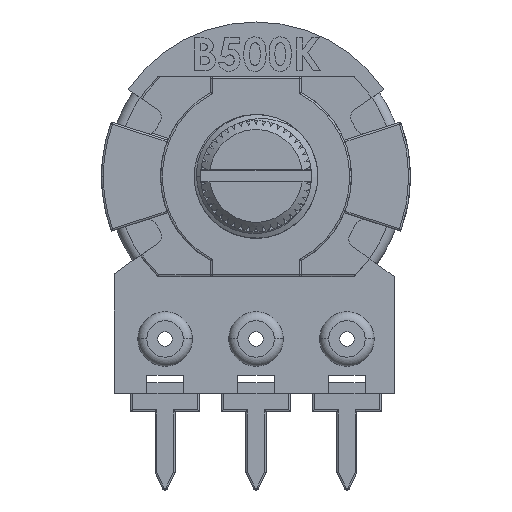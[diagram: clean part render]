
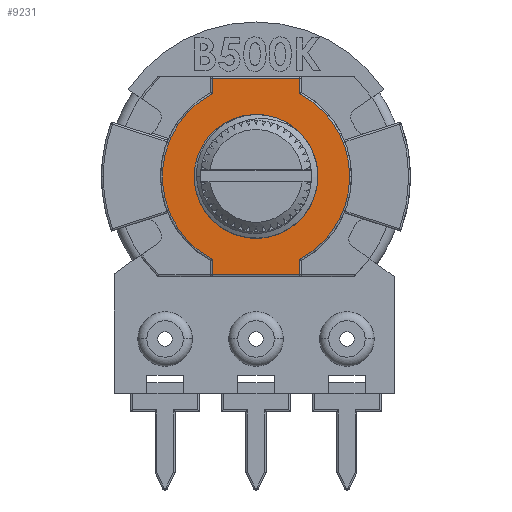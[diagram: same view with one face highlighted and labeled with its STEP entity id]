
A CAD part, top view. The second image highlights one B-rep face of the part: STEP entity #9231.
In plain terms, the highlighted planar face has unit normal (0, 0, 1).
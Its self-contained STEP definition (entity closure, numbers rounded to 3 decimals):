
#304 = EDGE_CURVE ( 'NONE', #12344, #10481, #5515, .T. ) ;
#368 = DIRECTION ( 'NONE',  ( 0., 1., 0. ) ) ;
#430 = AXIS2_PLACEMENT_3D ( 'NONE', #4992, #19014, #9668 ) ;
#446 = LINE ( 'NONE', #10931, #16962 ) ;
#792 = DIRECTION ( 'NONE',  ( -1., 0., 0. ) ) ;
#985 = EDGE_LOOP ( 'NONE', ( #13006, #13646 ) ) ;
#1042 = LINE ( 'NONE', #4957, #8771 ) ;
#1049 = DIRECTION ( 'NONE',  ( 0., 1., 0. ) ) ;
#1094 = EDGE_CURVE ( 'NONE', #12597, #2579, #13526, .T. ) ;
#1576 = ORIENTED_EDGE ( 'NONE', *, *, #5931, .T. ) ;
#1708 = FACE_BOUND ( 'NONE', #985, .T. ) ;
#1772 = EDGE_LOOP ( 'NONE', ( #10747, #19713, #8687, #1576, #16578, #4541, #11758, #4551, #4576 ) ) ;
#1892 = PLANE ( 'NONE',  #430 ) ;
#2297 = CARTESIAN_POINT ( 'NONE',  ( -2.5, 5.4, 2.2 ) ) ;
#2391 = VECTOR ( 'NONE', #792, 1000. ) ;
#2579 = VERTEX_POINT ( 'NONE', #7611 ) ;
#2820 = CIRCLE ( 'NONE', #16913, 5.15 ) ;
#2856 = DIRECTION ( 'NONE',  ( 0., 0., 1. ) ) ;
#3830 = DIRECTION ( 'NONE',  ( 0., 0., 1. ) ) ;
#4497 = EDGE_CURVE ( 'NONE', #14426, #17961, #2820, .T. ) ;
#4541 = ORIENTED_EDGE ( 'NONE', *, *, #5203, .T. ) ;
#4551 = ORIENTED_EDGE ( 'NONE', *, *, #16416, .T. ) ;
#4576 = ORIENTED_EDGE ( 'NONE', *, *, #20063, .T. ) ;
#4957 = CARTESIAN_POINT ( 'NONE',  ( 2.5, -5.4, 2.2 ) ) ;
#4983 = CARTESIAN_POINT ( 'NONE',  ( -2.4, 5.4, 2.2 ) ) ;
#4992 = CARTESIAN_POINT ( 'NONE',  ( 0., 0., 2.2 ) ) ;
#5039 = CARTESIAN_POINT ( 'NONE',  ( 5.15, 0., 2.2 ) ) ;
#5147 = CARTESIAN_POINT ( 'NONE',  ( 2.4, 4.557, 2.2 ) ) ;
#5203 = EDGE_CURVE ( 'NONE', #17961, #19157, #6941, .T. ) ;
#5515 = CIRCLE ( 'NONE', #17344, 3.4 ) ;
#5527 = DIRECTION ( 'NONE',  ( 0., 0., 1. ) ) ;
#5573 = DIRECTION ( 'NONE',  ( 0., 0., 1. ) ) ;
#5756 = DIRECTION ( 'NONE',  ( 0., -1., 0. ) ) ;
#5879 = CARTESIAN_POINT ( 'NONE',  ( -2.4, -5.5, 2.2 ) ) ;
#5931 = EDGE_CURVE ( 'NONE', #10721, #14426, #14492, .T. ) ;
#5997 = EDGE_CURVE ( 'NONE', #10481, #12344, #13504, .T. ) ;
#6549 = CARTESIAN_POINT ( 'NONE',  ( 2.4, -4.617, 2.2 ) ) ;
#6941 = LINE ( 'NONE', #11912, #14755 ) ;
#7611 = CARTESIAN_POINT ( 'NONE',  ( -2.4, -5.4, 2.2 ) ) ;
#8217 = EDGE_CURVE ( 'NONE', #2579, #17143, #1042, .T. ) ;
#8687 = ORIENTED_EDGE ( 'NONE', *, *, #14409, .T. ) ;
#8771 = VECTOR ( 'NONE', #12796, 1000. ) ;
#9231 = ADVANCED_FACE ( 'NONE', ( #17248, #1708 ), #1892, .T. ) ;
#9295 = CARTESIAN_POINT ( 'NONE',  ( 2.4, -5.4, 2.2 ) ) ;
#9427 = CARTESIAN_POINT ( 'NONE',  ( 2.4, -4.557, 2.2 ) ) ;
#9668 = DIRECTION ( 'NONE',  ( 1., 0., 0. ) ) ;
#10171 = CARTESIAN_POINT ( 'NONE',  ( -2.4, 4.557, 2.2 ) ) ;
#10328 = VECTOR ( 'NONE', #5756, 1000. ) ;
#10481 = VERTEX_POINT ( 'NONE', #19668 ) ;
#10721 = VERTEX_POINT ( 'NONE', #9427 ) ;
#10747 = ORIENTED_EDGE ( 'NONE', *, *, #1094, .T. ) ;
#10906 = AXIS2_PLACEMENT_3D ( 'NONE', #13149, #3830, #14721 ) ;
#10931 = CARTESIAN_POINT ( 'NONE',  ( -2.4, 4.617, 2.2 ) ) ;
#11326 = EDGE_CURVE ( 'NONE', #19157, #19100, #19423, .T. ) ;
#11758 = ORIENTED_EDGE ( 'NONE', *, *, #11326, .T. ) ;
#11912 = CARTESIAN_POINT ( 'NONE',  ( 2.4, 5.5, 2.2 ) ) ;
#12149 = CARTESIAN_POINT ( 'NONE',  ( 0., 0., 2.2 ) ) ;
#12344 = VERTEX_POINT ( 'NONE', #16154 ) ;
#12511 = DIRECTION ( 'NONE',  ( 0., -1., 0. ) ) ;
#12597 = VERTEX_POINT ( 'NONE', #20099 ) ;
#12796 = DIRECTION ( 'NONE',  ( 1., 0., 0. ) ) ;
#13006 = ORIENTED_EDGE ( 'NONE', *, *, #5997, .F. ) ;
#13149 = CARTESIAN_POINT ( 'NONE',  ( 0., 0., 2.2 ) ) ;
#13504 = CIRCLE ( 'NONE', #16118, 3.4 ) ;
#13526 = LINE ( 'NONE', #5879, #10328 ) ;
#13646 = ORIENTED_EDGE ( 'NONE', *, *, #304, .F. ) ;
#13728 = DIRECTION ( 'NONE',  ( 1., 0., 0. ) ) ;
#13910 = LINE ( 'NONE', #6549, #17533 ) ;
#14409 = EDGE_CURVE ( 'NONE', #17143, #10721, #13910, .T. ) ;
#14426 = VERTEX_POINT ( 'NONE', #5039 ) ;
#14492 = CIRCLE ( 'NONE', #10906, 5.15 ) ;
#14721 = DIRECTION ( 'NONE',  ( 1., 0., 0. ) ) ;
#14755 = VECTOR ( 'NONE', #1049, 1000. ) ;
#14840 = CARTESIAN_POINT ( 'NONE',  ( 0., 0., 2.2 ) ) ;
#14882 = CARTESIAN_POINT ( 'NONE',  ( 0., 0., 2.2 ) ) ;
#16118 = AXIS2_PLACEMENT_3D ( 'NONE', #14840, #5527, #16391 ) ;
#16154 = CARTESIAN_POINT ( 'NONE',  ( -2.404, -2.404, 2.2 ) ) ;
#16391 = DIRECTION ( 'NONE',  ( 1., 0., 0. ) ) ;
#16416 = EDGE_CURVE ( 'NONE', #19100, #17542, #446, .T. ) ;
#16435 = DIRECTION ( 'NONE',  ( 1., 0., 0. ) ) ;
#16578 = ORIENTED_EDGE ( 'NONE', *, *, #4497, .T. ) ;
#16913 = AXIS2_PLACEMENT_3D ( 'NONE', #14882, #5573, #16435 ) ;
#16962 = VECTOR ( 'NONE', #12511, 1000. ) ;
#17143 = VERTEX_POINT ( 'NONE', #9295 ) ;
#17248 = FACE_OUTER_BOUND ( 'NONE', #1772, .T. ) ;
#17306 = CIRCLE ( 'NONE', #17949, 5.15 ) ;
#17344 = AXIS2_PLACEMENT_3D ( 'NONE', #18556, #18628, #18762 ) ;
#17533 = VECTOR ( 'NONE', #368, 1000. ) ;
#17542 = VERTEX_POINT ( 'NONE', #10171 ) ;
#17559 = CARTESIAN_POINT ( 'NONE',  ( 2.4, 5.4, 2.2 ) ) ;
#17949 = AXIS2_PLACEMENT_3D ( 'NONE', #12149, #2856, #13728 ) ;
#17961 = VERTEX_POINT ( 'NONE', #5147 ) ;
#18556 = CARTESIAN_POINT ( 'NONE',  ( 0., 0., 2.2 ) ) ;
#18628 = DIRECTION ( 'NONE',  ( 0., 0., 1. ) ) ;
#18762 = DIRECTION ( 'NONE',  ( 1., 0., 0. ) ) ;
#19014 = DIRECTION ( 'NONE',  ( 0., 0., 1. ) ) ;
#19100 = VERTEX_POINT ( 'NONE', #4983 ) ;
#19157 = VERTEX_POINT ( 'NONE', #17559 ) ;
#19423 = LINE ( 'NONE', #2297, #2391 ) ;
#19668 = CARTESIAN_POINT ( 'NONE',  ( 0., -3.4, 2.2 ) ) ;
#19713 = ORIENTED_EDGE ( 'NONE', *, *, #8217, .T. ) ;
#20063 = EDGE_CURVE ( 'NONE', #17542, #12597, #17306, .T. ) ;
#20099 = CARTESIAN_POINT ( 'NONE',  ( -2.4, -4.557, 2.2 ) ) ;
